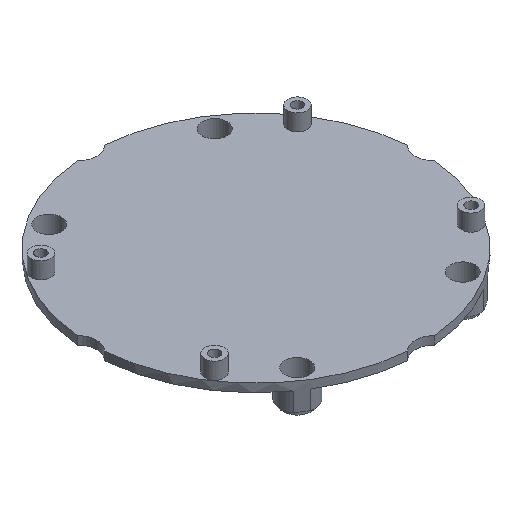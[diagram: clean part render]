
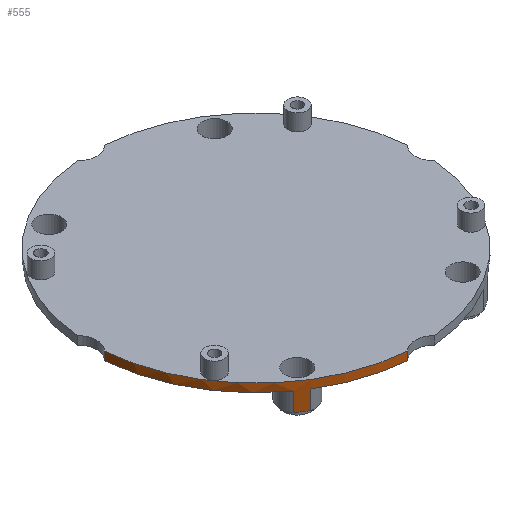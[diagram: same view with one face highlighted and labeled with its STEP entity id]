
A CAD part, isometric view. The second image highlights one B-rep face of the part: STEP entity #555.
In plain terms, the highlighted cylindrical face has radius 40 mm (diameter 80 mm), a partial arc.
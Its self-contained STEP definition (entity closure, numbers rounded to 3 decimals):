
#35 = CIRCLE ( 'NONE', #2450, 40. ) ;
#40 = ORIENTED_EDGE ( 'NONE', *, *, #1665, .F. ) ;
#92 = VERTEX_POINT ( 'NONE', #2810 ) ;
#155 = CARTESIAN_POINT ( 'NONE',  ( -39.869, -3.232, 1. ) ) ;
#165 = DIRECTION ( 'NONE',  ( 1., 0., 0. ) ) ;
#190 = EDGE_CURVE ( 'NONE', #1721, #1574, #35, .T. ) ;
#216 = DIRECTION ( 'NONE',  ( 0., 0., -1. ) ) ;
#231 = ORIENTED_EDGE ( 'NONE', *, *, #1459, .T. ) ;
#299 = ORIENTED_EDGE ( 'NONE', *, *, #1070, .T. ) ;
#392 = AXIS2_PLACEMENT_3D ( 'NONE', #1573, #1617, #165 ) ;
#420 = CIRCLE ( 'NONE', #2128, 40. ) ;
#489 = CARTESIAN_POINT ( 'NONE',  ( -23.436, -32.415, -5. ) ) ;
#538 = VECTOR ( 'NONE', #1607, 1000. ) ;
#555 = ADVANCED_FACE ( 'NONE', ( #2334 ), #822, .T. ) ;
#771 = VERTEX_POINT ( 'NONE', #2364 ) ;
#817 = LINE ( 'NONE', #2465, #975 ) ;
#822 = CYLINDRICAL_SURFACE ( 'NONE', #1502, 40. ) ;
#825 = VERTEX_POINT ( 'NONE', #1730 ) ;
#903 = CARTESIAN_POINT ( 'NONE',  ( -20.908, -34.101, -5. ) ) ;
#916 = DIRECTION ( 'NONE',  ( 0., 0., 1. ) ) ;
#930 = VECTOR ( 'NONE', #916, 1000. ) ;
#975 = VECTOR ( 'NONE', #2475, 1000. ) ;
#1023 = DIRECTION ( 'NONE',  ( 0., 0., 1. ) ) ;
#1044 = EDGE_CURVE ( 'NONE', #2718, #1286, #2258, .T. ) ;
#1070 = EDGE_CURVE ( 'NONE', #1286, #825, #2330, .T. ) ;
#1095 = ORIENTED_EDGE ( 'NONE', *, *, #2503, .T. ) ;
#1224 = DIRECTION ( 'NONE',  ( 0., 0., 1. ) ) ;
#1286 = VERTEX_POINT ( 'NONE', #1527 ) ;
#1338 = VERTEX_POINT ( 'NONE', #2674 ) ;
#1360 = DIRECTION ( 'NONE',  ( 0., 0., -1. ) ) ;
#1386 = CARTESIAN_POINT ( 'NONE',  ( -3.232, -39.869, 1. ) ) ;
#1389 = DIRECTION ( 'NONE',  ( -1., 0., 0. ) ) ;
#1423 = DIRECTION ( 'NONE',  ( 1., 0., 0. ) ) ;
#1443 = CARTESIAN_POINT ( 'NONE',  ( -23.436, -32.415, -5.001 ) ) ;
#1459 = EDGE_CURVE ( 'NONE', #1574, #2718, #817, .T. ) ;
#1479 = CARTESIAN_POINT ( 'NONE',  ( 0., 0., -0.5 ) ) ;
#1502 = AXIS2_PLACEMENT_3D ( 'NONE', #1638, #216, #1389 ) ;
#1527 = CARTESIAN_POINT ( 'NONE',  ( -3.232, -39.869, -0.5 ) ) ;
#1573 = CARTESIAN_POINT ( 'NONE',  ( 0., 0., -0.5 ) ) ;
#1574 = VERTEX_POINT ( 'NONE', #903 ) ;
#1600 = ORIENTED_EDGE ( 'NONE', *, *, #1044, .T. ) ;
#1601 = LINE ( 'NONE', #155, #1636 ) ;
#1607 = DIRECTION ( 'NONE',  ( 0., 0., 1. ) ) ;
#1617 = DIRECTION ( 'NONE',  ( 0., 0., 1. ) ) ;
#1636 = VECTOR ( 'NONE', #1360, 1000. ) ;
#1638 = CARTESIAN_POINT ( 'NONE',  ( 0., 0., 1.5 ) ) ;
#1665 = EDGE_CURVE ( 'NONE', #1721, #92, #2668, .T. ) ;
#1721 = VERTEX_POINT ( 'NONE', #489 ) ;
#1730 = CARTESIAN_POINT ( 'NONE',  ( -3.232, -39.869, 1.5 ) ) ;
#1838 = DIRECTION ( 'NONE',  ( 0., 0., 1. ) ) ;
#1845 = CIRCLE ( 'NONE', #2787, 40. ) ;
#1896 = ORIENTED_EDGE ( 'NONE', *, *, #190, .T. ) ;
#1913 = DIRECTION ( 'NONE',  ( 1., 0., 0. ) ) ;
#2118 = CARTESIAN_POINT ( 'NONE',  ( -20.908, -34.101, -0.5 ) ) ;
#2128 = AXIS2_PLACEMENT_3D ( 'NONE', #2554, #1838, #2567 ) ;
#2258 = CIRCLE ( 'NONE', #392, 40. ) ;
#2330 = LINE ( 'NONE', #1386, #538 ) ;
#2334 = FACE_OUTER_BOUND ( 'NONE', #2719, .T. ) ;
#2358 = CARTESIAN_POINT ( 'NONE',  ( 0., 0., -5. ) ) ;
#2364 = CARTESIAN_POINT ( 'NONE',  ( -39.869, -3.232, -0.5 ) ) ;
#2450 = AXIS2_PLACEMENT_3D ( 'NONE', #2358, #1224, #1423 ) ;
#2465 = CARTESIAN_POINT ( 'NONE',  ( -20.908, -34.101, -5.001 ) ) ;
#2475 = DIRECTION ( 'NONE',  ( 0., 0., 1. ) ) ;
#2497 = ORIENTED_EDGE ( 'NONE', *, *, #2541, .F. ) ;
#2503 = EDGE_CURVE ( 'NONE', #1338, #771, #1601, .T. ) ;
#2541 = EDGE_CURVE ( 'NONE', #1338, #825, #420, .T. ) ;
#2554 = CARTESIAN_POINT ( 'NONE',  ( 0., 0., 1.5 ) ) ;
#2567 = DIRECTION ( 'NONE',  ( 1., 0., 0. ) ) ;
#2668 = LINE ( 'NONE', #1443, #930 ) ;
#2674 = CARTESIAN_POINT ( 'NONE',  ( -39.869, -3.232, 1.5 ) ) ;
#2718 = VERTEX_POINT ( 'NONE', #2118 ) ;
#2719 = EDGE_LOOP ( 'NONE', ( #2497, #1095, #2941, #40, #1896, #231, #1600, #299 ) ) ;
#2787 = AXIS2_PLACEMENT_3D ( 'NONE', #1479, #1023, #1913 ) ;
#2810 = CARTESIAN_POINT ( 'NONE',  ( -23.436, -32.415, -0.5 ) ) ;
#2941 = ORIENTED_EDGE ( 'NONE', *, *, #2980, .T. ) ;
#2980 = EDGE_CURVE ( 'NONE', #771, #92, #1845, .T. ) ;
